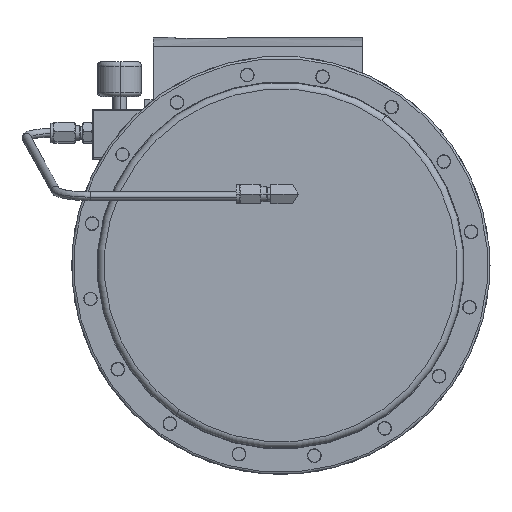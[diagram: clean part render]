
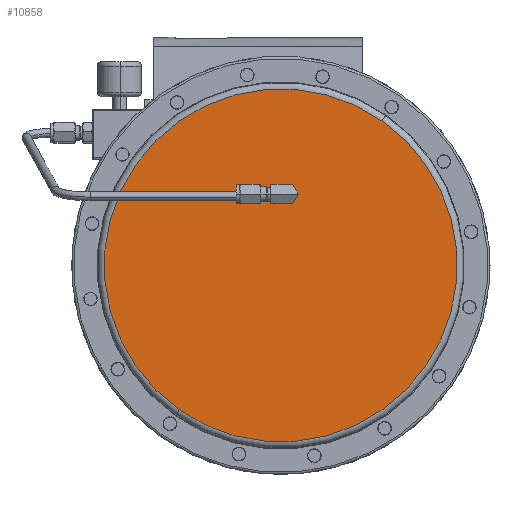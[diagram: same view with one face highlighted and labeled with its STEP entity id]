
A CAD part, front view. The second image highlights one B-rep face of the part: STEP entity #10858.
In plain terms, the highlighted planar face has unit normal (0, -1, 0).
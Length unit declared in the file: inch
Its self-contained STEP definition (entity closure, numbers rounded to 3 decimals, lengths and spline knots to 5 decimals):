
#1109 = AXIS2_PLACEMENT_3D ( 'NONE', #5527, #16341, #26805 ) ;
#2760 = CARTESIAN_POINT ( 'NONE',  ( 0.17867, -3.5, 2.0422 ) ) ;
#3137 = CARTESIAN_POINT ( 'NONE',  ( 2.90344, -3.5, 4.14655 ) ) ;
#3366 = CARTESIAN_POINT ( 'NONE',  ( 0.42604, -3.5, 2.0422 ) ) ;
#4285 = DIRECTION ( 'NONE',  ( 0., -1., 0. ) ) ;
#4592 = VERTEX_POINT ( 'NONE', #3366 ) ;
#4683 = VERTEX_POINT ( 'NONE', #3137 ) ;
#5047 = VERTEX_POINT ( 'NONE', #23926 ) ;
#5128 = CARTESIAN_POINT ( 'NONE',  ( 4.14655, -3.5, -2.90344 ) ) ;
#5187 = ORIENTED_EDGE ( 'NONE', *, *, #29359, .F. ) ;
#5527 = CARTESIAN_POINT ( 'NONE',  ( 0., -3.5, 0. ) ) ;
#6019 = CARTESIAN_POINT ( 'NONE',  ( 0., -3.5, 0. ) ) ;
#6263 = EDGE_LOOP ( 'NONE', ( #17759, #16087 ) ) ;
#7655 = CIRCLE ( 'NONE', #30130, 0.24737 ) ;
#7934 = AXIS2_PLACEMENT_3D ( 'NONE', #5128, #29035, #21074 ) ;
#8495 = FACE_OUTER_BOUND ( 'NONE', #6263, .T. ) ;
#9563 = AXIS2_PLACEMENT_3D ( 'NONE', #25173, #14702, #17338 ) ;
#10858 = ADVANCED_FACE ( 'Defeatured_0_19', ( #20006, #8495 ), #20847, .F. ) ;
#11399 = DIRECTION ( 'NONE',  ( 0., -1., 0. ) ) ;
#11495 = EDGE_CURVE ( 'Defeatured_0_19+Defeatured_0_18+Defeatured_0_18+Defeatured_0_18', #4683, #13070, #33992, .T. ) ;
#13070 = VERTEX_POINT ( 'NONE', #18776 ) ;
#14702 = DIRECTION ( 'NONE',  ( 0., -1., 0. ) ) ;
#16087 = ORIENTED_EDGE ( 'NONE', *, *, #11495, .T. ) ;
#16341 = DIRECTION ( 'NONE',  ( 0., -1., 0. ) ) ;
#17156 = CARTESIAN_POINT ( 'NONE',  ( 0.17867, -3.5, 2.0422 ) ) ;
#17338 = DIRECTION ( 'NONE',  ( 0., 0., 1. ) ) ;
#17759 = ORIENTED_EDGE ( 'NONE', *, *, #28640, .T. ) ;
#18235 = EDGE_LOOP ( 'NONE', ( #24827, #21557, #5187 ) ) ;
#18604 = CIRCLE ( 'NONE', #22472, 0.24737 ) ;
#18776 = CARTESIAN_POINT ( 'NONE',  ( -2.90344, -3.5, -4.14655 ) ) ;
#20006 = FACE_BOUND ( 'NONE', #18235, .T. ) ;
#20278 = EDGE_CURVE ( 'Defeatured_0_21+Defeatured_0_19+Defeatured_0_20+Defeatured_0_20', #5047, #21568, #7655, .T. ) ;
#20847 = PLANE ( 'NONE',  #7934 ) ;
#21074 = DIRECTION ( 'NONE',  ( 0.574, 0., 0.819 ) ) ;
#21557 = ORIENTED_EDGE ( 'NONE', *, *, #20278, .F. ) ;
#21568 = VERTEX_POINT ( 'NONE', #24883 ) ;
#21704 = CIRCLE ( 'NONE', #23452, 5.062 ) ;
#22198 = DIRECTION ( 'NONE',  ( 0., 0., 1. ) ) ;
#22472 = AXIS2_PLACEMENT_3D ( 'NONE', #2760, #31740, #26330 ) ;
#23452 = AXIS2_PLACEMENT_3D ( 'NONE', #6019, #11399, #32375 ) ;
#23926 = CARTESIAN_POINT ( 'NONE',  ( 0.17867, -3.5, 2.28957 ) ) ;
#24515 = EDGE_CURVE ( 'Defeatured_0_20+Defeatured_0_19+Defeatured_0_21+Defeatured_0_21', #21568, #4592, #18604, .T. ) ;
#24827 = ORIENTED_EDGE ( 'NONE', *, *, #24515, .F. ) ;
#24883 = CARTESIAN_POINT ( 'NONE',  ( -0.0687, -3.5, 2.0422 ) ) ;
#25173 = CARTESIAN_POINT ( 'NONE',  ( 0.17867, -3.5, 2.0422 ) ) ;
#26330 = DIRECTION ( 'NONE',  ( 0., 0., 1. ) ) ;
#26805 = DIRECTION ( 'NONE',  ( -0.574, 0., -0.819 ) ) ;
#28312 = CIRCLE ( 'NONE', #9563, 0.24737 ) ;
#28640 = EDGE_CURVE ( 'Defeatured_0_19+Defeatured_0_18+Defeatured_0_18+Defeatured_0_18', #13070, #4683, #21704, .T. ) ;
#29035 = DIRECTION ( 'NONE',  ( 0., 1., 0. ) ) ;
#29359 = EDGE_CURVE ( 'Defeatured_0_21+Defeatured_0_19+Defeatured_0_20+Defeatured_0_20', #4592, #5047, #28312, .T. ) ;
#30130 = AXIS2_PLACEMENT_3D ( 'NONE', #17156, #4285, #22198 ) ;
#31740 = DIRECTION ( 'NONE',  ( 0., -1., 0. ) ) ;
#32375 = DIRECTION ( 'NONE',  ( -0.574, 0., -0.819 ) ) ;
#33992 = CIRCLE ( 'NONE', #1109, 5.062 ) ;
